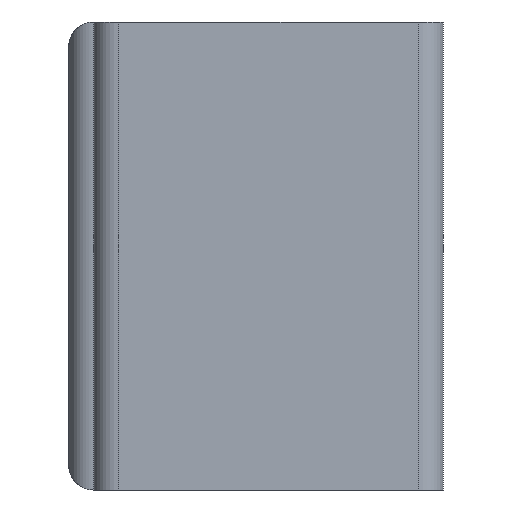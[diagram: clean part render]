
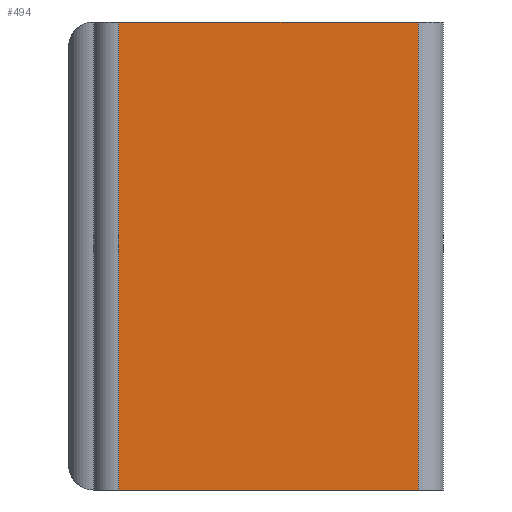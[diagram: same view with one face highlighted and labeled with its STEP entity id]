
A CAD part, left-side view. The second image highlights one B-rep face of the part: STEP entity #494.
In plain terms, the highlighted planar face has unit normal (-1, 0, 0).
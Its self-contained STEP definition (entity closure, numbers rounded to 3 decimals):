
#8 = VERTEX_POINT ( 'NONE', #315 ) ;
#10 = CARTESIAN_POINT ( 'NONE',  ( -0.5, 0.027, 0.25 ) ) ;
#42 = DIRECTION ( 'NONE',  ( 1., 0., 0. ) ) ;
#77 = CARTESIAN_POINT ( 'NONE',  ( -0.5, 0.027, -0.25 ) ) ;
#81 = VERTEX_POINT ( 'NONE', #612 ) ;
#127 = EDGE_CURVE ( 'NONE', #81, #630, #239, .T. ) ;
#147 = DIRECTION ( 'NONE',  ( 0., 0., -1. ) ) ;
#239 = LINE ( 'NONE', #253, #1195 ) ;
#253 = CARTESIAN_POINT ( 'NONE',  ( -0.5, 0.347, 0.25 ) ) ;
#267 = DIRECTION ( 'NONE',  ( 0., 0., -1. ) ) ;
#275 = LINE ( 'NONE', #10, #1087 ) ;
#280 = EDGE_CURVE ( 'NONE', #8, #500, #717, .T. ) ;
#315 = CARTESIAN_POINT ( 'NONE',  ( -0.5, 0.027, 0.25 ) ) ;
#421 = ORIENTED_EDGE ( 'NONE', *, *, #716, .T. ) ;
#423 = FACE_OUTER_BOUND ( 'NONE', #522, .T. ) ;
#464 = CARTESIAN_POINT ( 'NONE',  ( -0.5, 0.027, -0.25 ) ) ;
#494 = ADVANCED_FACE ( 'NONE', ( #423 ), #1164, .F. ) ;
#500 = VERTEX_POINT ( 'NONE', #77 ) ;
#522 = EDGE_LOOP ( 'NONE', ( #421, #1186, #665, #673 ) ) ;
#566 = DIRECTION ( 'NONE',  ( 0., -1., 0. ) ) ;
#594 = DIRECTION ( 'NONE',  ( 0., 0., -1. ) ) ;
#612 = CARTESIAN_POINT ( 'NONE',  ( -0.5, 0.347, 0.25 ) ) ;
#630 = VERTEX_POINT ( 'NONE', #739 ) ;
#663 = DIRECTION ( 'NONE',  ( 0., -1., 0. ) ) ;
#665 = ORIENTED_EDGE ( 'NONE', *, *, #761, .F. ) ;
#673 = ORIENTED_EDGE ( 'NONE', *, *, #127, .T. ) ;
#677 = AXIS2_PLACEMENT_3D ( 'NONE', #1076, #42, #594 ) ;
#716 = EDGE_CURVE ( 'NONE', #630, #500, #1019, .T. ) ;
#717 = LINE ( 'NONE', #1190, #1058 ) ;
#739 = CARTESIAN_POINT ( 'NONE',  ( -0.5, 0.347, -0.25 ) ) ;
#761 = EDGE_CURVE ( 'NONE', #81, #8, #275, .T. ) ;
#994 = VECTOR ( 'NONE', #566, 1000. ) ;
#1019 = LINE ( 'NONE', #464, #994 ) ;
#1058 = VECTOR ( 'NONE', #267, 1000. ) ;
#1076 = CARTESIAN_POINT ( 'NONE',  ( -0.5, 0.027, 0.25 ) ) ;
#1087 = VECTOR ( 'NONE', #663, 1000. ) ;
#1164 = PLANE ( 'NONE',  #677 ) ;
#1186 = ORIENTED_EDGE ( 'NONE', *, *, #280, .F. ) ;
#1190 = CARTESIAN_POINT ( 'NONE',  ( -0.5, 0.027, 0.25 ) ) ;
#1195 = VECTOR ( 'NONE', #147, 1000. ) ;
